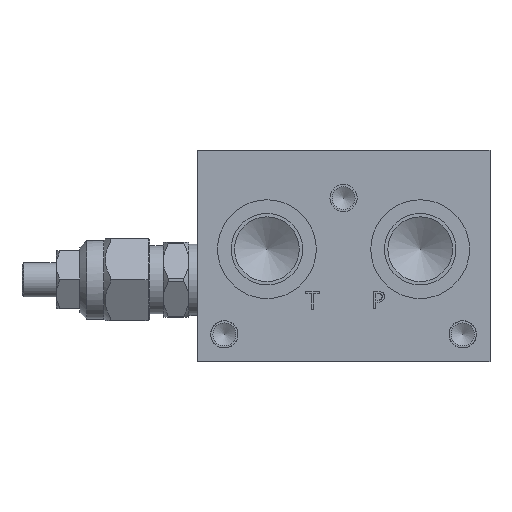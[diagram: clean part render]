
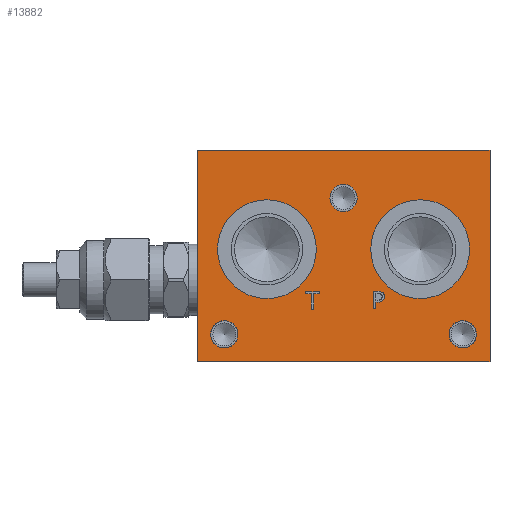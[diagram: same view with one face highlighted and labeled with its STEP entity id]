
A CAD part, front view. The second image highlights one B-rep face of the part: STEP entity #13882.
In plain terms, the highlighted planar face has unit normal (0, -1, 0).
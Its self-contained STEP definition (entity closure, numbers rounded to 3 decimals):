
#574=LINE('',#20483,#1692);
#584=LINE('',#20513,#1702);
#605=LINE('',#20595,#1723);
#1090=LINE('',#23571,#2208);
#1163=LINE('',#24014,#2281);
#1166=LINE('',#24020,#2284);
#1169=LINE('',#24026,#2287);
#1172=LINE('',#24032,#2290);
#1175=LINE('',#24038,#2293);
#1179=LINE('',#24081,#2297);
#1183=LINE('',#24089,#2301);
#1186=LINE('',#24095,#2304);
#1189=LINE('',#24101,#2307);
#1192=LINE('',#24107,#2310);
#1195=LINE('',#24113,#2313);
#1198=LINE('',#24119,#2316);
#1201=LINE('',#24124,#2319);
#1692=VECTOR('',#15869,62.);
#1702=VECTOR('',#15891,62.);
#1723=VECTOR('',#15928,86.);
#2208=VECTOR('',#16753,86.);
#2281=VECTOR('',#16928,1.256);
#2284=VECTOR('',#16933,5.);
#2287=VECTOR('',#16938,0.665);
#2290=VECTOR('',#16943,1.864);
#2293=VECTOR('',#16948,0.563);
#2297=VECTOR('',#16956,0.665);
#2301=VECTOR('',#16962,4.408);
#2304=VECTOR('',#16967,1.677);
#2307=VECTOR('',#16972,0.592);
#2310=VECTOR('',#16977,4.019);
#2313=VECTOR('',#16982,0.592);
#2316=VECTOR('',#16987,1.677);
#2319=VECTOR('',#16992,4.408);
#3124=B_SPLINE_CURVE_WITH_KNOTS('',2,(#23981,#23982,#23983,#23984),
 .UNSPECIFIED.,.F.,.F.,(3,1,3),(0.,1.,2.),.UNSPECIFIED.);
#3126=B_SPLINE_CURVE_WITH_KNOTS('',2,(#24002,#24003,#24004,#24005),
 .UNSPECIFIED.,.F.,.F.,(3,1,3),(0.,1.,2.),.UNSPECIFIED.);
#3128=B_SPLINE_CURVE_WITH_KNOTS('',2,(#24051,#24052,#24053,#24054),
 .UNSPECIFIED.,.F.,.F.,(3,1,3),(0.,1.,2.),.UNSPECIFIED.);
#3130=B_SPLINE_CURVE_WITH_KNOTS('',2,(#24069,#24070,#24071,#24072),
 .UNSPECIFIED.,.F.,.F.,(3,1,3),(0.,1.,2.),.UNSPECIFIED.);
#3385=FACE_BOUND('',#5500,.T.);
#3386=FACE_BOUND('',#5501,.T.);
#3387=FACE_BOUND('',#5502,.T.);
#3388=FACE_BOUND('',#5503,.T.);
#3389=FACE_BOUND('',#5504,.T.);
#3390=FACE_BOUND('',#5505,.T.);
#3391=FACE_BOUND('',#5506,.T.);
#3851=PLANE('',#14606);
#4551=FACE_OUTER_BOUND('',#5499,.T.);
#5499=EDGE_LOOP('',(#12398,#12399,#12400,#12401));
#5500=EDGE_LOOP('',(#12402));
#5501=EDGE_LOOP('',(#12403));
#5502=EDGE_LOOP('',(#12404));
#5503=EDGE_LOOP('',(#12405));
#5504=EDGE_LOOP('',(#12406));
#5505=EDGE_LOOP('',(#12407,#12408,#12409,#12410,#12411,#12412,#12413,#12414));
#5506=EDGE_LOOP('',(#12415,#12416,#12417,#12418,#12419,#12420,#12421,#12422,
#12423));
#5976=CIRCLE('',#14607,14.5);
#5977=CIRCLE('',#14608,14.5);
#5978=CIRCLE('',#14609,4.);
#5979=CIRCLE('',#14610,4.);
#5980=CIRCLE('',#14611,4.);
#6567=VERTEX_POINT('',#20480);
#6568=VERTEX_POINT('',#20482);
#6581=VERTEX_POINT('',#20511);
#6582=VERTEX_POINT('',#20512);
#7173=VERTEX_POINT('',#23979);
#7174=VERTEX_POINT('',#23980);
#7177=VERTEX_POINT('',#24001);
#7179=VERTEX_POINT('',#24013);
#7181=VERTEX_POINT('',#24019);
#7183=VERTEX_POINT('',#24025);
#7185=VERTEX_POINT('',#24031);
#7187=VERTEX_POINT('',#24037);
#7189=VERTEX_POINT('',#24050);
#7191=VERTEX_POINT('',#24079);
#7192=VERTEX_POINT('',#24080);
#7195=VERTEX_POINT('',#24088);
#7197=VERTEX_POINT('',#24094);
#7199=VERTEX_POINT('',#24100);
#7201=VERTEX_POINT('',#24106);
#7203=VERTEX_POINT('',#24112);
#7205=VERTEX_POINT('',#24118);
#7207=VERTEX_POINT('',#24128);
#7208=VERTEX_POINT('',#24130);
#7209=VERTEX_POINT('',#24132);
#7210=VERTEX_POINT('',#24134);
#7211=VERTEX_POINT('',#24136);
#8099=EDGE_CURVE('',#6568,#6567,#574,.T.);
#8113=EDGE_CURVE('',#6581,#6582,#584,.T.);
#8144=EDGE_CURVE('',#6582,#6567,#605,.T.);
#8867=EDGE_CURVE('',#6568,#6581,#1090,.T.);
#8987=EDGE_CURVE('',#7173,#7174,#3124,.T.);
#8991=EDGE_CURVE('',#7177,#7173,#3126,.T.);
#8994=EDGE_CURVE('',#7179,#7177,#1163,.T.);
#8997=EDGE_CURVE('',#7181,#7179,#1166,.T.);
#9000=EDGE_CURVE('',#7183,#7181,#1169,.T.);
#9003=EDGE_CURVE('',#7185,#7183,#1172,.T.);
#9006=EDGE_CURVE('',#7187,#7185,#1175,.T.);
#9009=EDGE_CURVE('',#7189,#7187,#3128,.T.);
#9012=EDGE_CURVE('',#7174,#7189,#3130,.T.);
#9014=EDGE_CURVE('',#7191,#7192,#1179,.T.);
#9018=EDGE_CURVE('',#7195,#7191,#1183,.T.);
#9021=EDGE_CURVE('',#7197,#7195,#1186,.T.);
#9024=EDGE_CURVE('',#7199,#7197,#1189,.T.);
#9027=EDGE_CURVE('',#7201,#7199,#1192,.T.);
#9030=EDGE_CURVE('',#7203,#7201,#1195,.T.);
#9033=EDGE_CURVE('',#7205,#7203,#1198,.T.);
#9036=EDGE_CURVE('',#7192,#7205,#1201,.T.);
#9038=EDGE_CURVE('',#7207,#7207,#5976,.T.);
#9039=EDGE_CURVE('',#7208,#7208,#5977,.T.);
#9040=EDGE_CURVE('',#7209,#7209,#5978,.T.);
#9041=EDGE_CURVE('',#7210,#7210,#5979,.T.);
#9042=EDGE_CURVE('',#7211,#7211,#5980,.T.);
#12398=ORIENTED_EDGE('',*,*,#8099,.T.);
#12399=ORIENTED_EDGE('',*,*,#8144,.F.);
#12400=ORIENTED_EDGE('',*,*,#8113,.F.);
#12401=ORIENTED_EDGE('',*,*,#8867,.F.);
#12402=ORIENTED_EDGE('',*,*,#9038,.T.);
#12403=ORIENTED_EDGE('',*,*,#9039,.T.);
#12404=ORIENTED_EDGE('',*,*,#9040,.T.);
#12405=ORIENTED_EDGE('',*,*,#9041,.T.);
#12406=ORIENTED_EDGE('',*,*,#9042,.T.);
#12407=ORIENTED_EDGE('',*,*,#9014,.T.);
#12408=ORIENTED_EDGE('',*,*,#9036,.T.);
#12409=ORIENTED_EDGE('',*,*,#9033,.T.);
#12410=ORIENTED_EDGE('',*,*,#9030,.T.);
#12411=ORIENTED_EDGE('',*,*,#9027,.T.);
#12412=ORIENTED_EDGE('',*,*,#9024,.T.);
#12413=ORIENTED_EDGE('',*,*,#9021,.T.);
#12414=ORIENTED_EDGE('',*,*,#9018,.T.);
#12415=ORIENTED_EDGE('',*,*,#8987,.T.);
#12416=ORIENTED_EDGE('',*,*,#9012,.T.);
#12417=ORIENTED_EDGE('',*,*,#9009,.T.);
#12418=ORIENTED_EDGE('',*,*,#9006,.T.);
#12419=ORIENTED_EDGE('',*,*,#9003,.T.);
#12420=ORIENTED_EDGE('',*,*,#9000,.T.);
#12421=ORIENTED_EDGE('',*,*,#8997,.T.);
#12422=ORIENTED_EDGE('',*,*,#8994,.T.);
#12423=ORIENTED_EDGE('',*,*,#8991,.T.);
#13882=ADVANCED_FACE('',(#4551,#3385,#3386,#3387,#3388,#3389,#3390,#3391),
#3851,.F.);
#14606=AXIS2_PLACEMENT_3D('',#24127,#16996,#16997);
#14607=AXIS2_PLACEMENT_3D('',#24129,#16998,#16999);
#14608=AXIS2_PLACEMENT_3D('',#24131,#17000,#17001);
#14609=AXIS2_PLACEMENT_3D('',#24133,#17002,#17003);
#14610=AXIS2_PLACEMENT_3D('',#24135,#17004,#17005);
#14611=AXIS2_PLACEMENT_3D('',#24137,#17006,#17007);
#15869=DIRECTION('',(0.,0.,-1.));
#15891=DIRECTION('',(0.,0.,-1.));
#15928=DIRECTION('',(-1.,0.,0.));
#16753=DIRECTION('',(1.,0.,0.));
#16928=DIRECTION('',(1.,0.,0.));
#16933=DIRECTION('',(0.,0.,1.));
#16938=DIRECTION('',(-1.,0.,0.));
#16943=DIRECTION('',(0.,0.,-1.));
#16948=DIRECTION('',(-1.,0.,0.));
#16956=DIRECTION('',(-1.,0.,0.));
#16962=DIRECTION('',(0.,0.,-1.));
#16967=DIRECTION('',(-1.,0.,0.));
#16972=DIRECTION('',(0.,0.,-1.));
#16977=DIRECTION('',(1.,0.,0.));
#16982=DIRECTION('',(0.,0.,1.));
#16987=DIRECTION('',(-1.,0.,0.));
#16992=DIRECTION('',(0.,0.,1.));
#16996=DIRECTION('center_axis',(0.,1.,0.));
#16997=DIRECTION('ref_axis',(0.,0.,1.));
#16998=DIRECTION('center_axis',(0.,1.,0.));
#16999=DIRECTION('ref_axis',(1.,0.,0.));
#17000=DIRECTION('center_axis',(0.,1.,0.));
#17001=DIRECTION('ref_axis',(1.,0.,0.));
#17002=DIRECTION('center_axis',(0.,1.,0.));
#17003=DIRECTION('ref_axis',(1.,0.,0.));
#17004=DIRECTION('center_axis',(0.,1.,0.));
#17005=DIRECTION('ref_axis',(1.,0.,0.));
#17006=DIRECTION('center_axis',(0.,1.,0.));
#17007=DIRECTION('ref_axis',(1.,0.,0.));
#20480=CARTESIAN_POINT('',(279.,0.,45.));
#20482=CARTESIAN_POINT('',(279.,0.,107.));
#20483=CARTESIAN_POINT('',(279.,0.,76.));
#20511=CARTESIAN_POINT('',(365.,0.,107.));
#20512=CARTESIAN_POINT('',(365.,0.,45.));
#20513=CARTESIAN_POINT('',(365.,0.,76.));
#20595=CARTESIAN_POINT('',(322.,0.,45.));
#23571=CARTESIAN_POINT('',(322.,0.,107.));
#23979=CARTESIAN_POINT('',(333.42,0.,65.281));
#23980=CARTESIAN_POINT('',(334.016,0.,64.085));
#23981=CARTESIAN_POINT('Ctrl Pts',(333.42,0.,65.281));
#23982=CARTESIAN_POINT('Ctrl Pts',(333.699,0.,65.09));
#23983=CARTESIAN_POINT('Ctrl Pts',(334.016,0.,64.503));
#23984=CARTESIAN_POINT('Ctrl Pts',(334.016,0.,64.085));
#24001=CARTESIAN_POINT('',(332.111,0.,65.593));
#24002=CARTESIAN_POINT('Ctrl Pts',(332.111,0.,65.593));
#24003=CARTESIAN_POINT('Ctrl Pts',(332.557,0.,65.593));
#24004=CARTESIAN_POINT('Ctrl Pts',(333.181,0.,65.447));
#24005=CARTESIAN_POINT('Ctrl Pts',(333.42,0.,65.281));
#24013=CARTESIAN_POINT('',(330.855,0.,65.593));
#24014=CARTESIAN_POINT('',(326.428,0.,65.593));
#24019=CARTESIAN_POINT('',(330.855,0.,60.593));
#24020=CARTESIAN_POINT('',(330.855,0.,68.296));
#24025=CARTESIAN_POINT('',(331.52,0.,60.593));
#24026=CARTESIAN_POINT('',(326.76,0.,60.593));
#24031=CARTESIAN_POINT('',(331.52,0.,62.457));
#24032=CARTESIAN_POINT('',(331.52,0.,69.228));
#24037=CARTESIAN_POINT('',(332.083,0.,62.457));
#24038=CARTESIAN_POINT('',(327.041,0.,62.457));
#24050=CARTESIAN_POINT('',(333.578,0.,62.975));
#24051=CARTESIAN_POINT('Ctrl Pts',(333.578,0.,62.975));
#24052=CARTESIAN_POINT('Ctrl Pts',(333.319,0.,62.72));
#24053=CARTESIAN_POINT('Ctrl Pts',(332.618,0.,62.457));
#24054=CARTESIAN_POINT('Ctrl Pts',(332.083,0.,62.457));
#24069=CARTESIAN_POINT('Ctrl Pts',(334.016,0.,64.085));
#24070=CARTESIAN_POINT('Ctrl Pts',(334.016,0.,63.761));
#24071=CARTESIAN_POINT('Ctrl Pts',(333.785,0.,63.178));
#24072=CARTESIAN_POINT('Ctrl Pts',(333.578,0.,62.975));
#24079=CARTESIAN_POINT('',(313.223,0.,60.438));
#24080=CARTESIAN_POINT('',(312.558,0.,60.438));
#24081=CARTESIAN_POINT('',(317.611,0.,60.438));
#24088=CARTESIAN_POINT('',(313.223,0.,64.847));
#24089=CARTESIAN_POINT('',(313.223,0.,70.423));
#24094=CARTESIAN_POINT('',(314.9,0.,64.847));
#24095=CARTESIAN_POINT('',(318.45,0.,64.847));
#24100=CARTESIAN_POINT('',(314.9,0.,65.438));
#24101=CARTESIAN_POINT('',(314.9,0.,70.719));
#24106=CARTESIAN_POINT('',(310.881,0.,65.438));
#24107=CARTESIAN_POINT('',(316.441,0.,65.438));
#24112=CARTESIAN_POINT('',(310.881,0.,64.847));
#24113=CARTESIAN_POINT('',(310.881,0.,70.423));
#24118=CARTESIAN_POINT('',(312.558,0.,64.847));
#24119=CARTESIAN_POINT('',(317.279,0.,64.847));
#24124=CARTESIAN_POINT('',(312.558,0.,68.219));
#24127=CARTESIAN_POINT('Origin',(322.,0.,76.));
#24128=CARTESIAN_POINT('',(285.,0.,78.));
#24129=CARTESIAN_POINT('Origin',(299.5,0.,78.));
#24130=CARTESIAN_POINT('',(330.,0.,78.));
#24131=CARTESIAN_POINT('Origin',(344.5,0.,78.));
#24132=CARTESIAN_POINT('',(361.,0.,53.));
#24133=CARTESIAN_POINT('Origin',(357.,0.,53.));
#24134=CARTESIAN_POINT('',(291.,0.,53.));
#24135=CARTESIAN_POINT('Origin',(287.,0.,53.));
#24136=CARTESIAN_POINT('',(326.,0.,93.));
#24137=CARTESIAN_POINT('Origin',(322.,0.,93.));
